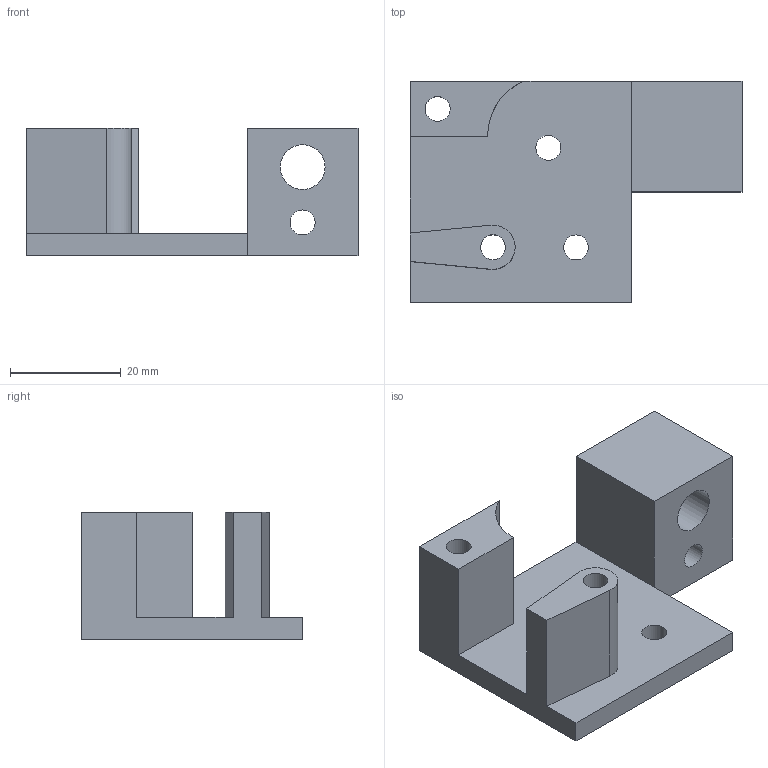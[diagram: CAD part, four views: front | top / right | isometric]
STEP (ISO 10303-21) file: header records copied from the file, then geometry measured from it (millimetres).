
FILE_DESCRIPTION(('FreeCAD Model'),'2;1');
FILE_NAME('idler-block-mirrored.step', '2014-04-16T22:34:04',('FreeCAD'),('FreeCAD'), 'Open CASCADE STEP processor 6.3','FreeCAD','Unknown');
FILE_SCHEMA(('AUTOMOTIVE_DESIGN_CC2 { 1 2 10303 214 -1 1 5 4 }'));
Length unit declared in the file: millimetre
Products named in the file (1): Open CASCADE STEP translator 6.3 85
Bounding box: 60 x 40 x 23 mm (x, y, z)
Volume: 18752.5 mm3; surface area: 9604.7 mm2
Topology: 1 solids, 1 shells, 23 faces, 66 edges, 45 vertices
Faces by surface type: plane 15, cylinder 8
Full cylindrical faces by diameter (mm): 4.5 x5, 8.1 x1
Entity records: 1680 total; most frequent: CARTESIAN_POINT 315, DIRECTION 258, LINE 158, VECTOR 158, ORIENTED_EDGE 132, PCURVE 132, DEFINITIONAL_REPRESENTATION 132, EDGE_CURVE 66
